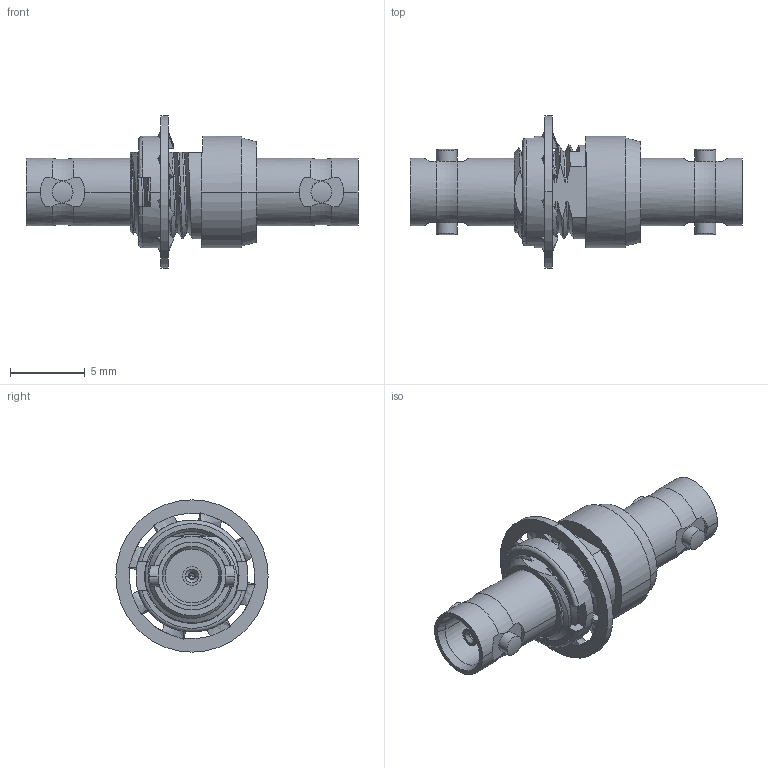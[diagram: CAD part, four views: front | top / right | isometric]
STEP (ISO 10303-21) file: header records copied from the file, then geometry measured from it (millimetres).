
FILE_DESCRIPTION((''),'2;1');
FILE_NAME('34-1109-12G_SW0003','2020-08-28T11:31:06',('karthik'),(''),'CREO PARAMETRIC BY PTC INC, 2019444','CREO PARAMETRIC BY PTC INC, 2019444','');
FILE_SCHEMA(('CONFIG_CONTROL_DESIGN'));
Length unit declared in the file: millimetre
Products named in the file (1): 34-1109-12G_SW0003
Bounding box: 22.25 x 10.2 x 10.2 mm (x, y, z)
Volume: 469.9 mm3; surface area: 806.7 mm2
Topology: 1 solids, 1 shells, 224 faces, 685 edges, 453 vertices
Faces by surface type: cylinder 70, bspline 68, plane 54, cone 26, torus 6
Entity records: 12147 total; most frequent: CARTESIAN_POINT 6483, ORIENTED_EDGE 1362, DIRECTION 914, EDGE_CURVE 681, VERTEX_POINT 453, AXIS2_PLACEMENT_3D 319, VECTOR 276, LINE 276
